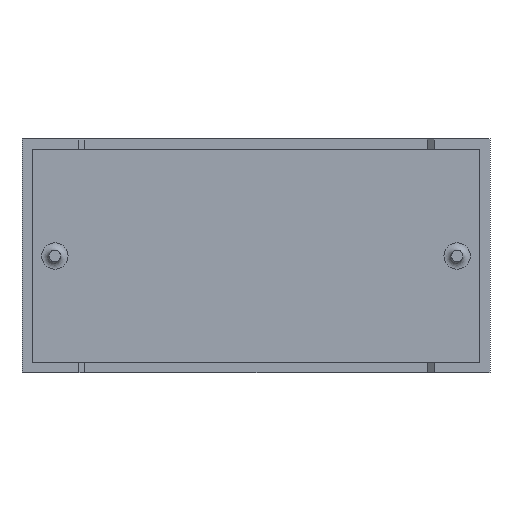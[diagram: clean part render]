
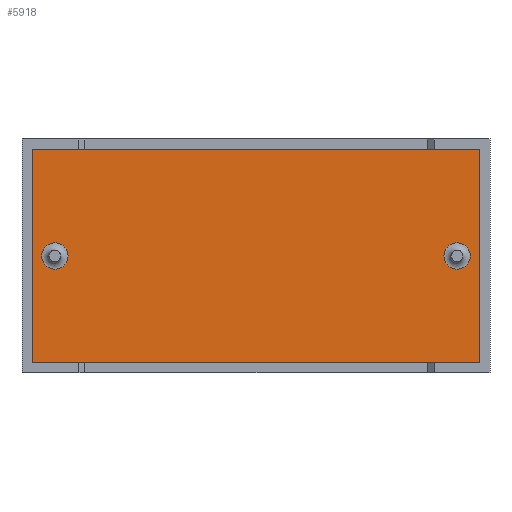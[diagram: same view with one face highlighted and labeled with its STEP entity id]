
A CAD part, front view. The second image highlights one B-rep face of the part: STEP entity #5918.
In plain terms, the highlighted planar face has unit normal (0, -1, 0).
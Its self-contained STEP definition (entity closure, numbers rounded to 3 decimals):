
#298=CIRCLE('',#6185,0.9);
#299=CIRCLE('',#6186,0.9);
#308=ORIENTED_EDGE('',*,*,#1516,.T.);
#309=ORIENTED_EDGE('',*,*,#1517,.T.);
#310=ORIENTED_EDGE('',*,*,#1518,.T.);
#311=ORIENTED_EDGE('',*,*,#1519,.F.);
#312=ORIENTED_EDGE('',*,*,#1520,.F.);
#313=ORIENTED_EDGE('',*,*,#1513,.T.);
#1513=EDGE_CURVE('',#2118,#2117,#2529,.T.);
#1516=EDGE_CURVE('',#2120,#2120,#298,.T.);
#1517=EDGE_CURVE('',#2121,#2121,#299,.T.);
#1518=EDGE_CURVE('',#2117,#2122,#2532,.T.);
#1519=EDGE_CURVE('',#2123,#2122,#2533,.T.);
#1520=EDGE_CURVE('',#2118,#2123,#2534,.T.);
#2117=VERTEX_POINT('',#7206);
#2118=VERTEX_POINT('',#7208);
#2120=VERTEX_POINT('',#7214);
#2121=VERTEX_POINT('',#7216);
#2122=VERTEX_POINT('',#7218);
#2123=VERTEX_POINT('',#7220);
#2529=LINE('',#7207,#2916);
#2532=LINE('',#7217,#2919);
#2533=LINE('',#7219,#2920);
#2534=LINE('',#7221,#2921);
#2916=VECTOR('',#6398,1000.);
#2919=VECTOR('',#6407,1000.);
#2920=VECTOR('',#6408,1000.);
#2921=VECTOR('',#6409,1000.);
#3303=EDGE_LOOP('',(#308));
#3304=EDGE_LOOP('',(#309));
#3305=EDGE_LOOP('',(#310,#311,#312,#313));
#3617=FACE_BOUND('',#3303,.T.);
#3618=FACE_BOUND('',#3304,.T.);
#3619=FACE_BOUND('',#3305,.T.);
#3931=PLANE('',#6184);
#5918=ADVANCED_FACE('',(#3617,#3618,#3619),#3931,.F.);
#6184=AXIS2_PLACEMENT_3D('',#7212,#6401,#6402);
#6185=AXIS2_PLACEMENT_3D('',#7213,#6403,#6404);
#6186=AXIS2_PLACEMENT_3D('',#7215,#6405,#6406);
#6398=DIRECTION('',(0.,0.,-1.));
#6401=DIRECTION('',(0.,1.,0.));
#6402=DIRECTION('',(-1.,0.,0.));
#6403=DIRECTION('',(0.,1.,0.));
#6404=DIRECTION('',(-1.,0.,0.));
#6405=DIRECTION('',(0.,1.,0.));
#6406=DIRECTION('',(-1.,0.,0.));
#6407=DIRECTION('',(1.,0.,0.));
#6408=DIRECTION('',(0.,0.,-1.));
#6409=DIRECTION('',(1.,0.,0.));
#7206=CARTESIAN_POINT('',(-15.3,-14.65,-7.3));
#7207=CARTESIAN_POINT('',(-15.3,-14.65,7.3));
#7208=CARTESIAN_POINT('',(-15.3,-14.65,7.3));
#7212=CARTESIAN_POINT('',(-15.3,-14.65,7.3));
#7213=CARTESIAN_POINT('',(13.75,-14.65,0.));
#7214=CARTESIAN_POINT('',(12.85,-14.65,0.));
#7215=CARTESIAN_POINT('',(-13.75,-14.65,0.));
#7216=CARTESIAN_POINT('',(-14.65,-14.65,0.));
#7217=CARTESIAN_POINT('',(-15.3,-14.65,-7.3));
#7218=CARTESIAN_POINT('',(15.3,-14.65,-7.3));
#7219=CARTESIAN_POINT('',(15.3,-14.65,7.3));
#7220=CARTESIAN_POINT('',(15.3,-14.65,7.3));
#7221=CARTESIAN_POINT('',(-15.3,-14.65,7.3));
